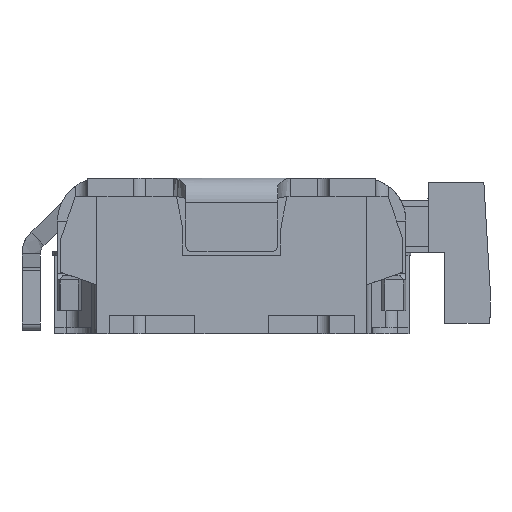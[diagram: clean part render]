
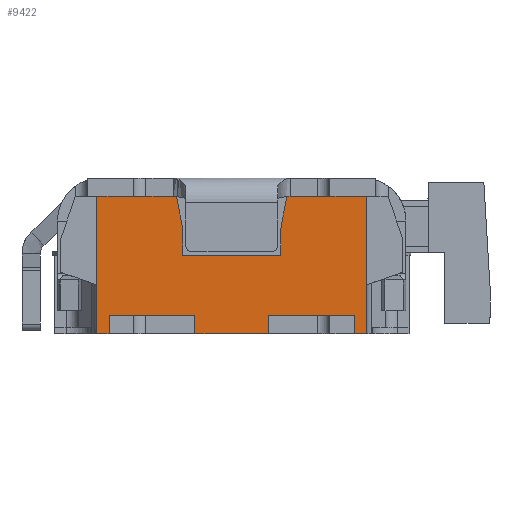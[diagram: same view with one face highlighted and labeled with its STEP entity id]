
A CAD part, left-side view. The second image highlights one B-rep face of the part: STEP entity #9422.
In plain terms, the highlighted planar face has unit normal (-1, 0, 0).
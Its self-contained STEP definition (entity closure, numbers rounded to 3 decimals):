
#423=PLANE('',#10084);
#883=FACE_OUTER_BOUND('',#1353,.T.);
#1353=EDGE_LOOP('',(#8227,#8228,#8229,#8230,#8231,#8232,#8233,#8234,#8235,
#8236,#8237,#8238,#8239,#8240,#8241,#8242,#8243,#8244,#8245,#8246));
#1697=LINE('',#13152,#2743);
#1714=LINE('',#13207,#2760);
#2433=LINE('',#15381,#3479);
#2435=LINE('',#15385,#3481);
#2438=LINE('',#15390,#3484);
#2439=LINE('',#15393,#3485);
#2442=LINE('',#15398,#3488);
#2443=LINE('',#15401,#3489);
#2445=LINE('',#15404,#3491);
#2446=LINE('',#15408,#3492);
#2449=LINE('',#15413,#3495);
#2451=LINE('',#15417,#3497);
#2453=LINE('',#15422,#3499);
#2456=LINE('',#15427,#3502);
#2458=LINE('',#15431,#3504);
#2559=LINE('',#15654,#3605);
#2570=LINE('',#15686,#3616);
#2571=LINE('',#15687,#3617);
#2572=LINE('',#15688,#3618);
#2573=LINE('',#15689,#3619);
#2743=VECTOR('',#10368,1000.);
#2760=VECTOR('',#10409,1000.);
#3479=VECTOR('',#12094,1000.);
#3481=VECTOR('',#12098,1000.);
#3484=VECTOR('',#12103,1000.);
#3485=VECTOR('',#12106,1000.);
#3488=VECTOR('',#12111,1000.);
#3489=VECTOR('',#12114,1000.);
#3491=VECTOR('',#12118,1000.);
#3492=VECTOR('',#12121,1000.);
#3495=VECTOR('',#12126,1000.);
#3497=VECTOR('',#12130,1000.);
#3499=VECTOR('',#12134,1000.);
#3502=VECTOR('',#12139,1000.);
#3504=VECTOR('',#12143,1000.);
#3605=VECTOR('',#12360,1000.);
#3616=VECTOR('',#12377,1000.);
#3617=VECTOR('',#12378,1000.);
#3618=VECTOR('',#12379,1000.);
#3619=VECTOR('',#12380,1000.);
#3839=VERTEX_POINT('',#13150);
#3840=VERTEX_POINT('',#13151);
#3853=VERTEX_POINT('',#13202);
#3854=VERTEX_POINT('',#13206);
#4390=VERTEX_POINT('',#15380);
#4391=VERTEX_POINT('',#15384);
#4392=VERTEX_POINT('',#15388);
#4393=VERTEX_POINT('',#15392);
#4394=VERTEX_POINT('',#15396);
#4395=VERTEX_POINT('',#15400);
#4396=VERTEX_POINT('',#15406);
#4397=VERTEX_POINT('',#15407);
#4398=VERTEX_POINT('',#15412);
#4399=VERTEX_POINT('',#15416);
#4400=VERTEX_POINT('',#15420);
#4401=VERTEX_POINT('',#15421);
#4402=VERTEX_POINT('',#15426);
#4403=VERTEX_POINT('',#15430);
#4467=VERTEX_POINT('',#15653);
#4477=VERTEX_POINT('',#15685);
#4694=EDGE_CURVE('',#3839,#3840,#1697,.T.);
#4717=EDGE_CURVE('',#3853,#3854,#1714,.T.);
#5610=EDGE_CURVE('',#3840,#4390,#2433,.T.);
#5612=EDGE_CURVE('',#4390,#4391,#2435,.T.);
#5615=EDGE_CURVE('',#4391,#4392,#2438,.T.);
#5616=EDGE_CURVE('',#4392,#4393,#2439,.T.);
#5619=EDGE_CURVE('',#4393,#4394,#2442,.T.);
#5620=EDGE_CURVE('',#4394,#4395,#2443,.T.);
#5622=EDGE_CURVE('',#4395,#3853,#2445,.T.);
#5623=EDGE_CURVE('',#4396,#4397,#2446,.T.);
#5626=EDGE_CURVE('',#4397,#4398,#2449,.T.);
#5628=EDGE_CURVE('',#4398,#4399,#2451,.T.);
#5630=EDGE_CURVE('',#4400,#4401,#2453,.T.);
#5633=EDGE_CURVE('',#4401,#4402,#2456,.T.);
#5635=EDGE_CURVE('',#4402,#4403,#2458,.T.);
#5747=EDGE_CURVE('',#3854,#4467,#2559,.T.);
#5760=EDGE_CURVE('',#3839,#4477,#2570,.T.);
#5761=EDGE_CURVE('',#4403,#4477,#2571,.T.);
#5762=EDGE_CURVE('',#4399,#4400,#2572,.T.);
#5763=EDGE_CURVE('',#4467,#4396,#2573,.T.);
#8227=ORIENTED_EDGE('',*,*,#5760,.T.);
#8228=ORIENTED_EDGE('',*,*,#5761,.F.);
#8229=ORIENTED_EDGE('',*,*,#5635,.F.);
#8230=ORIENTED_EDGE('',*,*,#5633,.F.);
#8231=ORIENTED_EDGE('',*,*,#5630,.F.);
#8232=ORIENTED_EDGE('',*,*,#5762,.F.);
#8233=ORIENTED_EDGE('',*,*,#5628,.F.);
#8234=ORIENTED_EDGE('',*,*,#5626,.F.);
#8235=ORIENTED_EDGE('',*,*,#5623,.F.);
#8236=ORIENTED_EDGE('',*,*,#5763,.F.);
#8237=ORIENTED_EDGE('',*,*,#5747,.F.);
#8238=ORIENTED_EDGE('',*,*,#4717,.F.);
#8239=ORIENTED_EDGE('',*,*,#5622,.F.);
#8240=ORIENTED_EDGE('',*,*,#5620,.F.);
#8241=ORIENTED_EDGE('',*,*,#5619,.F.);
#8242=ORIENTED_EDGE('',*,*,#5616,.F.);
#8243=ORIENTED_EDGE('',*,*,#5615,.F.);
#8244=ORIENTED_EDGE('',*,*,#5612,.F.);
#8245=ORIENTED_EDGE('',*,*,#5610,.F.);
#8246=ORIENTED_EDGE('',*,*,#4694,.F.);
#9422=ADVANCED_FACE('',(#883),#423,.F.);
#10084=AXIS2_PLACEMENT_3D('',#15684,#12375,#12376);
#10368=DIRECTION('',(0.,-1.,0.));
#10409=DIRECTION('',(0.,-1.,0.));
#12094=DIRECTION('',(0.,-1.,0.));
#12098=DIRECTION('',(0.,-0.189,-0.982));
#12103=DIRECTION('',(0.,0.,-1.));
#12106=DIRECTION('',(0.,-1.,0.));
#12111=DIRECTION('',(0.,0.,1.));
#12114=DIRECTION('',(0.,-0.189,0.982));
#12118=DIRECTION('',(0.,-1.,0.));
#12121=DIRECTION('',(0.,0.,1.));
#12126=DIRECTION('',(0.,1.,0.));
#12130=DIRECTION('',(0.,0.,-1.));
#12134=DIRECTION('',(0.,0.,1.));
#12139=DIRECTION('',(0.,1.,0.));
#12143=DIRECTION('',(0.,0.,-1.));
#12360=DIRECTION('',(0.,0.,-1.));
#12375=DIRECTION('center_axis',(1.,0.,0.));
#12376=DIRECTION('ref_axis',(0.,0.,-1.));
#12377=DIRECTION('',(0.,0.,-1.));
#12378=DIRECTION('',(0.,1.,0.));
#12379=DIRECTION('',(0.,1.,0.));
#12380=DIRECTION('',(0.,1.,0.));
#13150=CARTESIAN_POINT('',(-1.75,1.1,1.12));
#13151=CARTESIAN_POINT('',(-1.75,0.8,1.12));
#13152=CARTESIAN_POINT('',(-1.75,1.07,1.12));
#13202=CARTESIAN_POINT('',(-1.75,-0.8,1.12));
#13206=CARTESIAN_POINT('',(-1.75,-1.1,1.12));
#13207=CARTESIAN_POINT('',(-1.75,1.07,1.12));
#15380=CARTESIAN_POINT('',(-1.75,0.45,1.12));
#15381=CARTESIAN_POINT('',(-1.75,1.07,1.12));
#15384=CARTESIAN_POINT('',(-1.75,0.4,0.86));
#15385=CARTESIAN_POINT('',(-1.75,0.45,1.12));
#15388=CARTESIAN_POINT('',(-1.75,0.4,0.64));
#15390=CARTESIAN_POINT('',(-1.75,0.4,1.27));
#15392=CARTESIAN_POINT('',(-1.75,-0.4,0.64));
#15393=CARTESIAN_POINT('',(-1.75,1.07,0.64));
#15396=CARTESIAN_POINT('',(-1.75,-0.4,0.86));
#15398=CARTESIAN_POINT('',(-1.75,-0.4,1.27));
#15400=CARTESIAN_POINT('',(-1.75,-0.45,1.12));
#15401=CARTESIAN_POINT('',(-1.75,-0.4,0.86));
#15404=CARTESIAN_POINT('',(-1.75,1.07,1.12));
#15406=CARTESIAN_POINT('',(-1.75,-1.,0.));
#15407=CARTESIAN_POINT('',(-1.75,-1.,0.15));
#15408=CARTESIAN_POINT('',(-1.75,-1.,1.27));
#15412=CARTESIAN_POINT('',(-1.75,-0.3,0.15));
#15413=CARTESIAN_POINT('',(-1.75,1.07,0.15));
#15416=CARTESIAN_POINT('',(-1.75,-0.3,0.));
#15417=CARTESIAN_POINT('',(-1.75,-0.3,1.27));
#15420=CARTESIAN_POINT('',(-1.75,0.3,0.));
#15421=CARTESIAN_POINT('',(-1.75,0.3,0.15));
#15422=CARTESIAN_POINT('',(-1.75,0.3,1.27));
#15426=CARTESIAN_POINT('',(-1.75,1.,0.15));
#15427=CARTESIAN_POINT('',(-1.75,1.07,0.15));
#15430=CARTESIAN_POINT('',(-1.75,1.,0.));
#15431=CARTESIAN_POINT('',(-1.75,1.,1.27));
#15653=CARTESIAN_POINT('',(-1.75,-1.1,0.));
#15654=CARTESIAN_POINT('',(-1.75,-1.1,1.27));
#15684=CARTESIAN_POINT('Origin',(-1.75,1.07,1.27));
#15685=CARTESIAN_POINT('',(-1.75,1.1,0.));
#15686=CARTESIAN_POINT('',(-1.75,1.1,0.4));
#15687=CARTESIAN_POINT('',(-1.75,1.445,0.));
#15688=CARTESIAN_POINT('',(-1.75,1.445,0.));
#15689=CARTESIAN_POINT('',(-1.75,1.445,0.));
